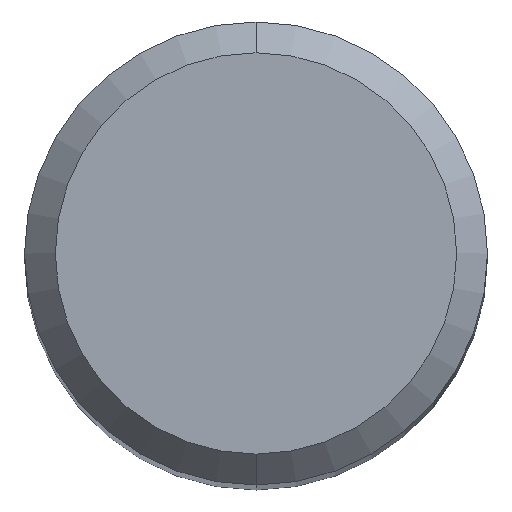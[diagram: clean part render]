
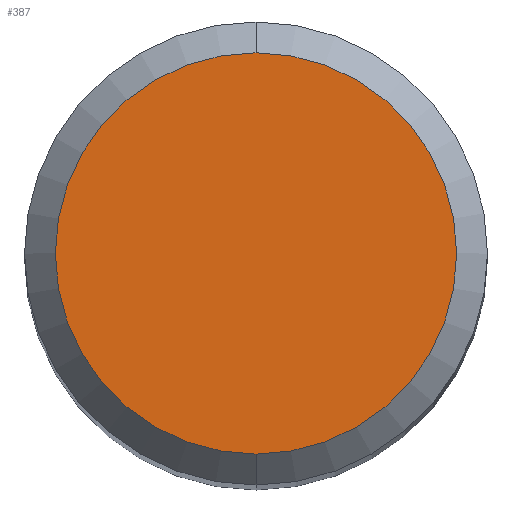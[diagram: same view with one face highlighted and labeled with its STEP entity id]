
A CAD part, top view. The second image highlights one B-rep face of the part: STEP entity #387.
In plain terms, the highlighted planar face has unit normal (0, 0, 1).
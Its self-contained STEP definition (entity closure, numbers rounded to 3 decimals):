
#263=VERTEX_POINT('',#562);
#311=EDGE_CURVE('',#345,#263,#616,.T.);
#345=VERTEX_POINT('',#653);
#387=ADVANCED_FACE('',(#702),#703,.T.);
#395=EDGE_CURVE('',#263,#345,#712,.T.);
#562=CARTESIAN_POINT('',(0.0,2.6,0.0));
#616=CIRCLE('',#1091,2.6);
#653=CARTESIAN_POINT('',(0.,-2.6,0.0));
#702=FACE_OUTER_BOUND('',#1251,.T.);
#703=PLANE('',#1252);
#712=CIRCLE('',#1263,2.6);
#1091=AXIS2_PLACEMENT_3D('',#1539,#1540,#1541);
#1251=EDGE_LOOP('',(#1663,#1664));
#1252=AXIS2_PLACEMENT_3D('',#1665,#1666,#1667);
#1263=AXIS2_PLACEMENT_3D('',#1679,#1680,#1681);
#1539=CARTESIAN_POINT('',(0.0,0.0,0.0));
#1540=DIRECTION('',(0.0,0.0,-1.0));
#1541=DIRECTION('',(0.0,1.0,0.0));
#1663=ORIENTED_EDGE('',*,*,#395,.F.);
#1664=ORIENTED_EDGE('',*,*,#311,.F.);
#1665=CARTESIAN_POINT('',(0.0,1.3,0.0));
#1666=DIRECTION('',(-0.0,0.0,1.0));
#1667=DIRECTION('',(0.0,-1.0,0.0));
#1679=CARTESIAN_POINT('',(0.0,0.0,0.0));
#1680=DIRECTION('',(0.0,0.0,-1.0));
#1681=DIRECTION('',(0.0,1.0,0.0));
